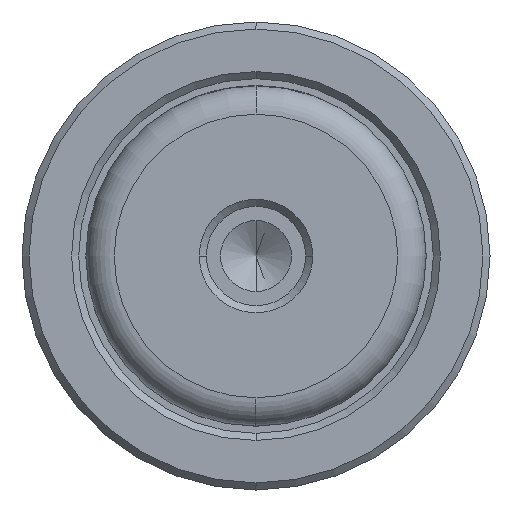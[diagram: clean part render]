
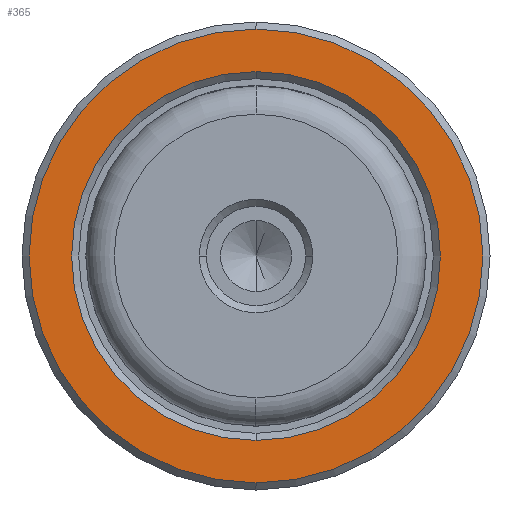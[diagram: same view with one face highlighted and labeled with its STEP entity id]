
A CAD part, left-side view. The second image highlights one B-rep face of the part: STEP entity #365.
In plain terms, the highlighted planar face has unit normal (-1, 0, 0).
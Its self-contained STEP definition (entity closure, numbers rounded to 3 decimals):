
#90 = ORIENTED_EDGE ( 'NONE', *, *, #1973, .T. ) ;
#93 = CARTESIAN_POINT ( 'NONE',  ( 24., 0., -13. ) ) ;
#172 = CARTESIAN_POINT ( 'NONE',  ( 24., 0., 0. ) ) ;
#254 = CARTESIAN_POINT ( 'NONE',  ( 24., 0., 0. ) ) ;
#299 = VERTEX_POINT ( 'NONE', #1607 ) ;
#360 = DIRECTION ( 'NONE',  ( 0., 0., -1. ) ) ;
#365 = ADVANCED_FACE ( 'NONE', ( #646, #2038 ), #2344, .T. ) ;
#443 = DIRECTION ( 'NONE',  ( 0., 0., 1. ) ) ;
#482 = EDGE_CURVE ( 'NONE', #1456, #299, #523, .T. ) ;
#517 = DIRECTION ( 'NONE',  ( -1., 0., 0. ) ) ;
#523 = CIRCLE ( 'NONE', #2124, 13. ) ;
#600 = AXIS2_PLACEMENT_3D ( 'NONE', #1982, #877, #2163 ) ;
#608 = CARTESIAN_POINT ( 'NONE',  ( 24., 0., 16. ) ) ;
#620 = CIRCLE ( 'NONE', #954, 16. ) ;
#646 = FACE_OUTER_BOUND ( 'NONE', #787, .T. ) ;
#708 = VERTEX_POINT ( 'NONE', #608 ) ;
#787 = EDGE_LOOP ( 'NONE', ( #2070, #90 ) ) ;
#854 = ORIENTED_EDGE ( 'NONE', *, *, #1093, .T. ) ;
#877 = DIRECTION ( 'NONE',  ( 1., 0., 0. ) ) ;
#954 = AXIS2_PLACEMENT_3D ( 'NONE', #254, #1536, #443 ) ;
#1014 = DIRECTION ( 'NONE',  ( -1., 0., 0. ) ) ;
#1093 = EDGE_CURVE ( 'NONE', #299, #1456, #1790, .T. ) ;
#1403 = CARTESIAN_POINT ( 'NONE',  ( 24., 0., -16. ) ) ;
#1421 = CARTESIAN_POINT ( 'NONE',  ( 24., -12., 0. ) ) ;
#1445 = DIRECTION ( 'NONE',  ( 1., 0., 0. ) ) ;
#1456 = VERTEX_POINT ( 'NONE', #93 ) ;
#1521 = CIRCLE ( 'NONE', #2106, 16. ) ;
#1536 = DIRECTION ( 'NONE',  ( -1., 0., 0. ) ) ;
#1607 = CARTESIAN_POINT ( 'NONE',  ( 24., 0., 13. ) ) ;
#1756 = EDGE_CURVE ( 'NONE', #2143, #708, #1521, .T. ) ;
#1790 = CIRCLE ( 'NONE', #600, 13. ) ;
#1799 = DIRECTION ( 'NONE',  ( 0., 0., 1. ) ) ;
#1869 = AXIS2_PLACEMENT_3D ( 'NONE', #1421, #517, #1799 ) ;
#1973 = EDGE_CURVE ( 'NONE', #708, #2143, #620, .T. ) ;
#1978 = ORIENTED_EDGE ( 'NONE', *, *, #482, .T. ) ;
#1982 = CARTESIAN_POINT ( 'NONE',  ( 24., 0., 0. ) ) ;
#2038 = FACE_BOUND ( 'NONE', #2292, .T. ) ;
#2070 = ORIENTED_EDGE ( 'NONE', *, *, #1756, .T. ) ;
#2106 = AXIS2_PLACEMENT_3D ( 'NONE', #2126, #1014, #2298 ) ;
#2124 = AXIS2_PLACEMENT_3D ( 'NONE', #172, #1445, #360 ) ;
#2126 = CARTESIAN_POINT ( 'NONE',  ( 24., 0., 0. ) ) ;
#2143 = VERTEX_POINT ( 'NONE', #1403 ) ;
#2163 = DIRECTION ( 'NONE',  ( 0., 0., -1. ) ) ;
#2292 = EDGE_LOOP ( 'NONE', ( #854, #1978 ) ) ;
#2298 = DIRECTION ( 'NONE',  ( 0., 0., 1. ) ) ;
#2344 = PLANE ( 'NONE',  #1869 ) ;
